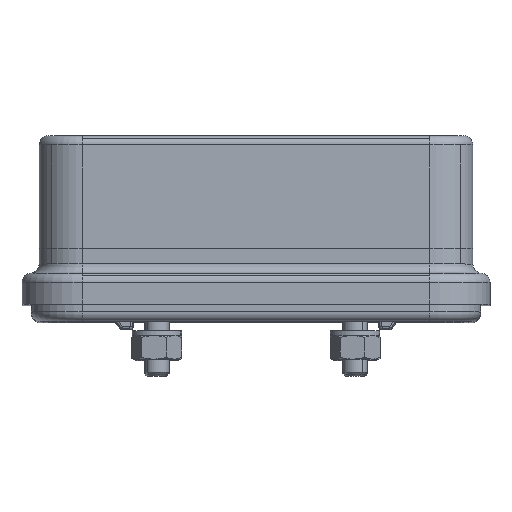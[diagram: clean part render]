
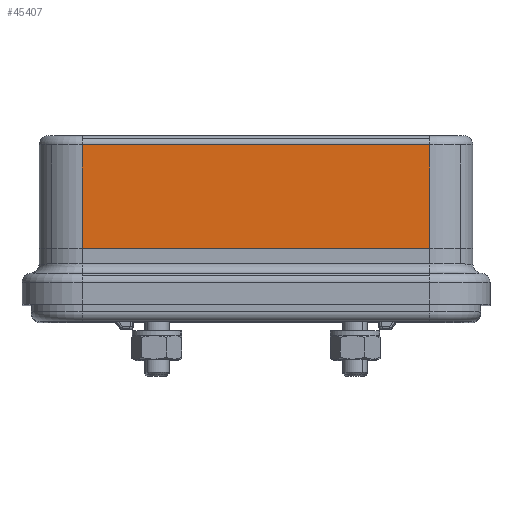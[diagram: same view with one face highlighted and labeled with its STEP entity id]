
A CAD part, top view. The second image highlights one B-rep face of the part: STEP entity #45407.
In plain terms, the highlighted planar face has unit normal (0, 0, 1).
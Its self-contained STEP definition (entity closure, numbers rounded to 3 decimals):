
#2571 = LINE ( 'NONE', #29983, #39766 ) ;
#2722 = VERTEX_POINT ( 'NONE', #18827 ) ;
#3165 = EDGE_CURVE ( 'NONE', #2722, #16639, #16386, .T. ) ;
#4397 = AXIS2_PLACEMENT_3D ( 'NONE', #12181, #28254, #32453 ) ;
#6158 = ORIENTED_EDGE ( 'NONE', *, *, #9533, .F. ) ;
#8634 = ORIENTED_EDGE ( 'NONE', *, *, #3165, .F. ) ;
#9533 = EDGE_CURVE ( 'NONE', #39884, #2722, #11412, .T. ) ;
#11412 = LINE ( 'NONE', #33478, #34931 ) ;
#11991 = ORIENTED_EDGE ( 'NONE', *, *, #33309, .F. ) ;
#12181 = CARTESIAN_POINT ( 'NONE',  ( -34., 9.2, 75.5 ) ) ;
#12561 = EDGE_CURVE ( 'NONE', #16048, #39884, #45496, .T. ) ;
#12940 = CARTESIAN_POINT ( 'NONE',  ( 28., 9.2, 75.5 ) ) ;
#16048 = VERTEX_POINT ( 'NONE', #16916 ) ;
#16074 = VECTOR ( 'NONE', #47969, 1000. ) ;
#16151 = FACE_OUTER_BOUND ( 'NONE', #21709, .T. ) ;
#16386 = LINE ( 'NONE', #12940, #16074 ) ;
#16634 = CARTESIAN_POINT ( 'NONE',  ( 28., 9., 75.5 ) ) ;
#16639 = VERTEX_POINT ( 'NONE', #16634 ) ;
#16748 = VECTOR ( 'NONE', #46522, 1000. ) ;
#16747 = CARTESIAN_POINT ( 'NONE',  ( -28., 25.7, 75.5 ) ) ;
#16916 = CARTESIAN_POINT ( 'NONE',  ( -28., 9., 75.5 ) ) ;
#18827 = CARTESIAN_POINT ( 'NONE',  ( 28., 25.7, 75.5 ) ) ;
#21709 = EDGE_LOOP ( 'NONE', ( #26512, #11991, #8634, #6158 ) ) ;
#26512 = ORIENTED_EDGE ( 'NONE', *, *, #12561, .F. ) ;
#28254 = DIRECTION ( 'NONE',  ( 0., 0., 1. ) ) ;
#29983 = CARTESIAN_POINT ( 'NONE',  ( -17., 9., 75.5 ) ) ;
#32453 = DIRECTION ( 'NONE',  ( 0., 1., 0. ) ) ;
#33309 = EDGE_CURVE ( 'NONE', #16639, #16048, #2571, .T. ) ;
#33478 = CARTESIAN_POINT ( 'NONE',  ( -17., 25.7, 75.5 ) ) ;
#34931 = VECTOR ( 'NONE', #44835, 1000. ) ;
#39766 = VECTOR ( 'NONE', #46548, 1000. ) ;
#39884 = VERTEX_POINT ( 'NONE', #16747 ) ;
#44835 = DIRECTION ( 'NONE',  ( 1., 0., 0. ) ) ;
#45407 = ADVANCED_FACE ( 'NONE', ( #16151 ), #48265, .T. ) ;
#45496 = LINE ( 'NONE', #46003, #16748 ) ;
#46003 = CARTESIAN_POINT ( 'NONE',  ( -28., 9.2, 75.5 ) ) ;
#46522 = DIRECTION ( 'NONE',  ( 0., 1., 0. ) ) ;
#46548 = DIRECTION ( 'NONE',  ( -1., 0., 0. ) ) ;
#47969 = DIRECTION ( 'NONE',  ( 0., -1., 0. ) ) ;
#48265 = PLANE ( 'NONE',  #4397 ) ;
